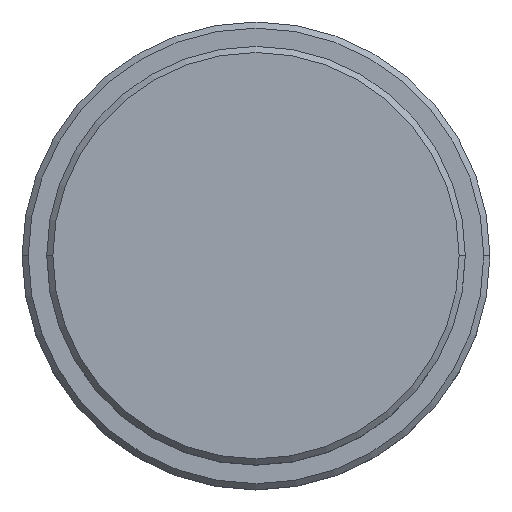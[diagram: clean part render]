
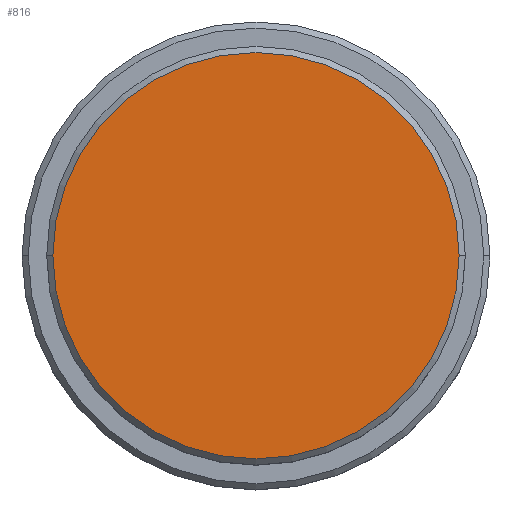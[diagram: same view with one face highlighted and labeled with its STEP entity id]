
A CAD part, top view. The second image highlights one B-rep face of the part: STEP entity #816.
In plain terms, the highlighted planar face has unit normal (0, 0, 1).
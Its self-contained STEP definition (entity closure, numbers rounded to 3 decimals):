
#19 = VERTEX_POINT ( 'NONE', #572 ) ;
#59 = CARTESIAN_POINT ( 'NONE',  ( 16.5, 0., 0. ) ) ;
#233 = CARTESIAN_POINT ( 'NONE',  ( 0., 0., 0. ) ) ;
#250 = CIRCLE ( 'NONE', #527, 16.5 ) ;
#276 = AXIS2_PLACEMENT_3D ( 'NONE', #1247, #408, #740 ) ;
#310 = DIRECTION ( 'NONE',  ( 0., 0., 1. ) ) ;
#341 = ORIENTED_EDGE ( 'NONE', *, *, #446, .T. ) ;
#346 = EDGE_CURVE ( 'NONE', #847, #19, #1249, .T. ) ;
#408 = DIRECTION ( 'NONE',  ( 0., 0., 1. ) ) ;
#426 = EDGE_LOOP ( 'NONE', ( #341, #1010 ) ) ;
#445 = CARTESIAN_POINT ( 'NONE',  ( 0., 0., 0. ) ) ;
#446 = EDGE_CURVE ( 'NONE', #19, #847, #250, .T. ) ;
#527 = AXIS2_PLACEMENT_3D ( 'NONE', #445, #815, #822 ) ;
#572 = CARTESIAN_POINT ( 'NONE',  ( -16.5, 0., 0. ) ) ;
#740 = DIRECTION ( 'NONE',  ( 1., 0., 0. ) ) ;
#765 = DIRECTION ( 'NONE',  ( 1., 0., 0. ) ) ;
#815 = DIRECTION ( 'NONE',  ( 0., 0., 1. ) ) ;
#816 = ADVANCED_FACE ( 'NONE', ( #1133 ), #1359, .T. ) ;
#822 = DIRECTION ( 'NONE',  ( 1., 0., 0. ) ) ;
#847 = VERTEX_POINT ( 'NONE', #59 ) ;
#1002 = AXIS2_PLACEMENT_3D ( 'NONE', #233, #310, #765 ) ;
#1010 = ORIENTED_EDGE ( 'NONE', *, *, #346, .T. ) ;
#1133 = FACE_OUTER_BOUND ( 'NONE', #426, .T. ) ;
#1247 = CARTESIAN_POINT ( 'NONE',  ( 0., 0., 0. ) ) ;
#1249 = CIRCLE ( 'NONE', #1002, 16.5 ) ;
#1359 = PLANE ( 'NONE',  #276 ) ;
